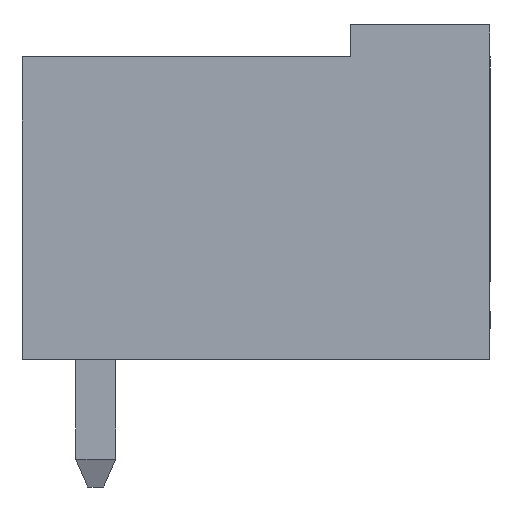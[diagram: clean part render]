
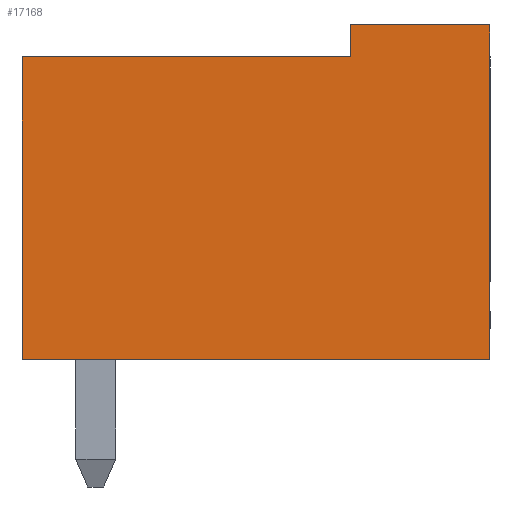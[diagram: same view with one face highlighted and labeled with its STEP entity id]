
A CAD part, left-side view. The second image highlights one B-rep face of the part: STEP entity #17168.
In plain terms, the highlighted planar face has unit normal (-1, 0, 0).
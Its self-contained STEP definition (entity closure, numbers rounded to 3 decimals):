
#17158=AXIS2_PLACEMENT_3D('Plane Axis2P3D',#17155,#17156,#17157) ;
#469=CARTESIAN_POINT('Vertex',(0.,0.,11.6)) ;
#472=CARTESIAN_POINT('Line Origine',(0.,0.,7.4)) ;
#476=CARTESIAN_POINT('Vertex',(0.,0.,3.2)) ;
#2267=CARTESIAN_POINT('Vertex',(0.,3.5,11.6)) ;
#2270=CARTESIAN_POINT('Line Origine',(0.,1.75,11.6)) ;
#2873=CARTESIAN_POINT('Vertex',(0.,11.75,10.8)) ;
#2876=CARTESIAN_POINT('Line Origine',(0.,7.625,10.8)) ;
#2880=CARTESIAN_POINT('Vertex',(0.,3.5,10.8)) ;
#4127=CARTESIAN_POINT('Vertex',(0.,11.75,3.2)) ;
#4130=CARTESIAN_POINT('Line Origine',(0.,11.75,7.)) ;
#4693=CARTESIAN_POINT('Line Origine',(0.,5.875,3.2)) ;
#16862=CARTESIAN_POINT('Line Origine',(0.,3.5,11.2)) ;
#17155=CARTESIAN_POINT('Axis2P3D Location',(0.,0.,0.)) ;
#473=DIRECTION('Vector Direction',(0.,0.,-1.)) ;
#2271=DIRECTION('Vector Direction',(0.,-1.,0.)) ;
#2877=DIRECTION('Vector Direction',(0.,-1.,0.)) ;
#4131=DIRECTION('Vector Direction',(0.,0.,1.)) ;
#4694=DIRECTION('Vector Direction',(0.,1.,0.)) ;
#16863=DIRECTION('Vector Direction',(0.,0.,1.)) ;
#17156=DIRECTION('Axis2P3D Direction',(-1.,0.,0.)) ;
#17157=DIRECTION('Axis2P3D XDirection',(0.,-1.,0.)) ;
#474=VECTOR('Line Direction',#473,1.) ;
#2272=VECTOR('Line Direction',#2271,1.) ;
#2878=VECTOR('Line Direction',#2877,1.) ;
#4132=VECTOR('Line Direction',#4131,1.) ;
#4695=VECTOR('Line Direction',#4694,1.) ;
#16864=VECTOR('Line Direction',#16863,1.) ;
#17161=ORIENTED_EDGE('',*,*,#16866,.T.) ;
#17162=ORIENTED_EDGE('',*,*,#2882,.T.) ;
#17163=ORIENTED_EDGE('',*,*,#4134,.T.) ;
#17164=ORIENTED_EDGE('',*,*,#4697,.T.) ;
#17165=ORIENTED_EDGE('',*,*,#478,.T.) ;
#17166=ORIENTED_EDGE('',*,*,#2274,.T.) ;
#17168=ADVANCED_FACE('HOUSING',(#17167),#17159,.T.) ;
#478=EDGE_CURVE('',#477,#470,#475,.F.) ;
#2274=EDGE_CURVE('',#470,#2268,#2273,.F.) ;
#2882=EDGE_CURVE('',#2881,#2874,#2879,.F.) ;
#4134=EDGE_CURVE('',#2874,#4128,#4133,.F.) ;
#4697=EDGE_CURVE('',#4128,#477,#4696,.F.) ;
#16866=EDGE_CURVE('',#2268,#2881,#16865,.F.) ;
#17160=EDGE_LOOP('',(#17161,#17162,#17163,#17164,#17165,#17166)) ;
#17167=FACE_OUTER_BOUND('',#17160,.T.) ;
#475=LINE('Line',#472,#474) ;
#2273=LINE('Line',#2270,#2272) ;
#2879=LINE('Line',#2876,#2878) ;
#4133=LINE('Line',#4130,#4132) ;
#4696=LINE('Line',#4693,#4695) ;
#16865=LINE('Line',#16862,#16864) ;
#17159=PLANE('',#17158) ;
#470=VERTEX_POINT('',#469) ;
#477=VERTEX_POINT('',#476) ;
#2268=VERTEX_POINT('',#2267) ;
#2874=VERTEX_POINT('',#2873) ;
#2881=VERTEX_POINT('',#2880) ;
#4128=VERTEX_POINT('',#4127) ;
